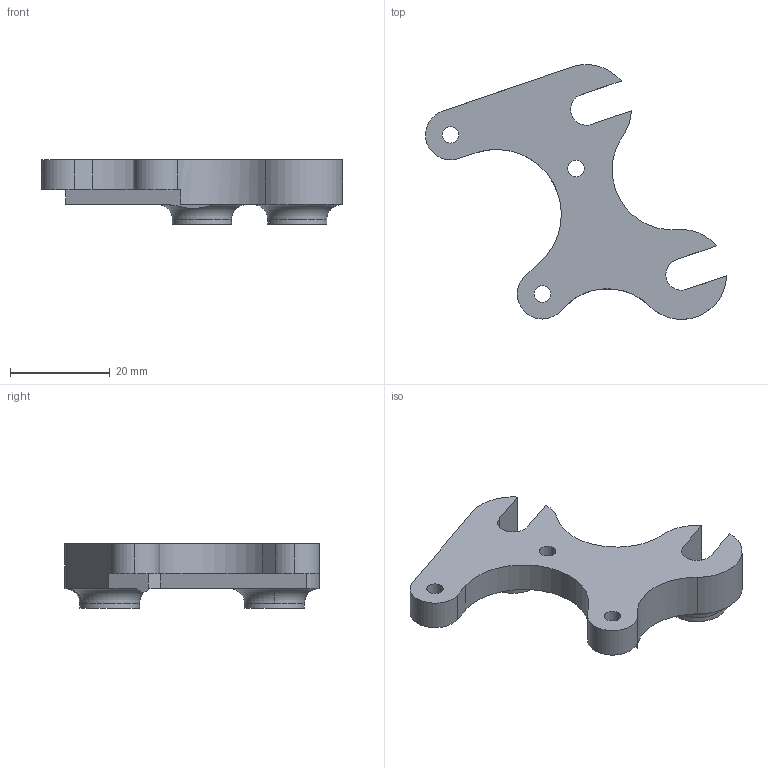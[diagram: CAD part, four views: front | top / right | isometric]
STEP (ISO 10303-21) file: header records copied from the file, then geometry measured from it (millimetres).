
FILE_DESCRIPTION (( 'STEP AP214' ), '1' );
FILE_NAME ('y-motor-bracket 04.STEP', '2011-02-18T23:12:39', ( 'Owner' ), ( '22ndstreetcomputers.com' ), 'SwSTEP 2.0', 'SolidWorks 2010', '' );
FILE_SCHEMA (( 'AUTOMOTIVE_DESIGN' ));
Length unit declared in the file: millimetre
Products named in the file (1): y-motor-bracket 04
Bounding box: 60.24 x 50.98 x 13 mm (x, y, z)
Volume: 9668.1 mm3; surface area: 5030.2 mm2
Topology: 1 solids, 1 shells, 45 faces, 124 edges, 81 vertices
Faces by surface type: cylinder 24, plane 16, torus 4, bspline 1
Entity records: 1615 total; most frequent: CARTESIAN_POINT 381, DIRECTION 265, ORIENTED_EDGE 248, EDGE_CURVE 124, AXIS2_PLACEMENT_3D 103, VERTEX_POINT 81, LINE 59, VECTOR 59
